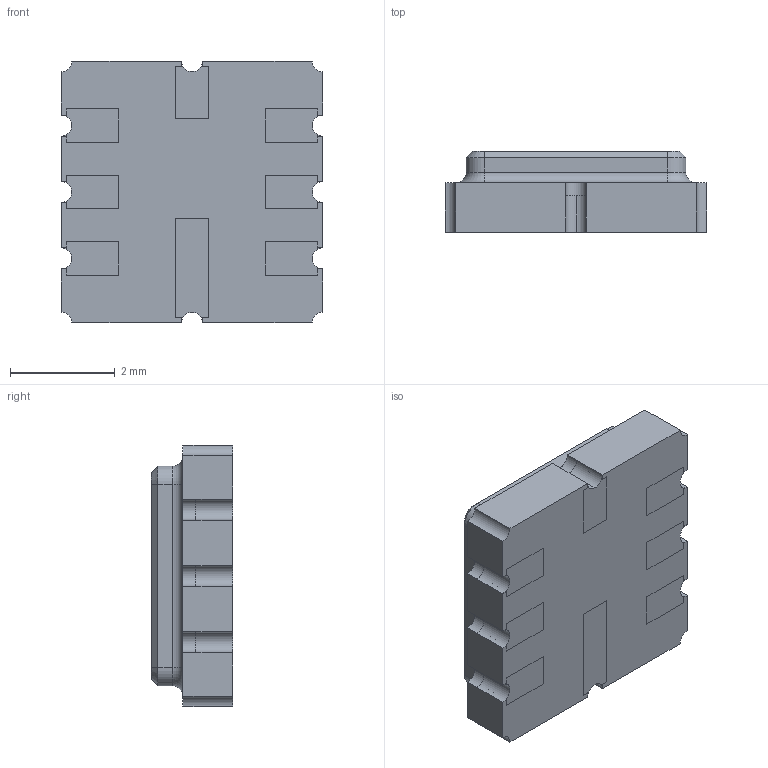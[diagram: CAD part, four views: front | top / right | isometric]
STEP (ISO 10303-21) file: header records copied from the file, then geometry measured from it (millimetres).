
FILE_DESCRIPTION (( 'STEP AP214' ), '1' );
FILE_NAME ('LT1027DILS8-5#PBF.STEP', '2023-03-26T06:37:59', ( '' ), ( '' ), 'SwSTEP 2.0', 'SolidWorks 2017', '' );
FILE_SCHEMA (( 'AUTOMOTIVE_DESIGN' ));
Length unit declared in the file: millimetre
Products named in the file (1): LT1027DILS8-5#PBF
Bounding box: 5 x 1.55 x 5 mm (x, y, z)
Volume: 33.7 mm3; surface area: 201.5 mm2
Topology: 12 solids, 12 shells, 255 faces, 650 edges, 420 vertices
Faces by surface type: plane 197, cylinder 50, torus 4, cone 4
Entity records: 7745 total; most frequent: CARTESIAN_POINT 1326, ORIENTED_EDGE 1300, DIRECTION 1290, EDGE_CURVE 650, VECTOR 522, LINE 522, VERTEX_POINT 420, AXIS2_PLACEMENT_3D 384
